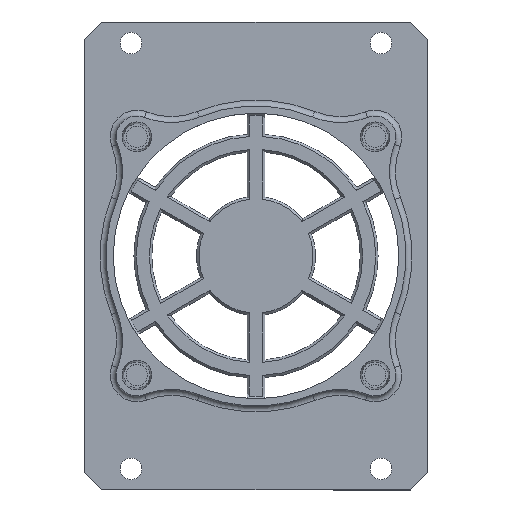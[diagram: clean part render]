
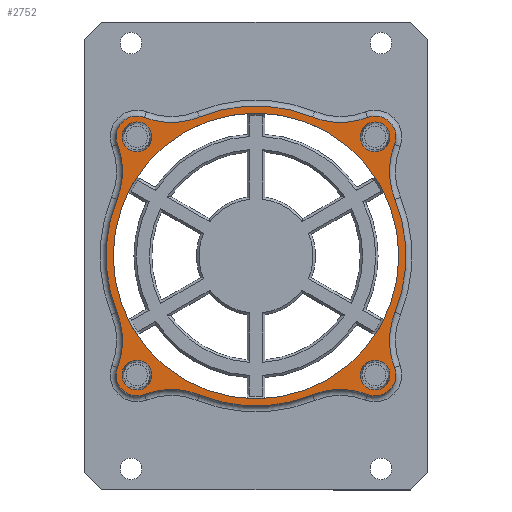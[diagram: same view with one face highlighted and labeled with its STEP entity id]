
A CAD part, top view. The second image highlights one B-rep face of the part: STEP entity #2752.
In plain terms, the highlighted planar face has unit normal (0, 0, 1).
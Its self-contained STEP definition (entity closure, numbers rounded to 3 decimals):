
#149=FACE_BOUND('',#538,.T.);
#150=FACE_BOUND('',#539,.T.);
#151=FACE_BOUND('',#540,.T.);
#152=FACE_BOUND('',#541,.T.);
#153=FACE_BOUND('',#542,.T.);
#228=PLANE('',#3071);
#367=FACE_OUTER_BOUND('',#537,.T.);
#537=EDGE_LOOP('',(#2417,#2418,#2419,#2420,#2421,#2422,#2423,#2424,#2425,
#2426,#2427,#2428,#2429,#2430,#2431,#2432));
#538=EDGE_LOOP('',(#2433));
#539=EDGE_LOOP('',(#2434));
#540=EDGE_LOOP('',(#2435));
#541=EDGE_LOOP('',(#2436));
#542=EDGE_LOOP('',(#2437));
#954=CIRCLE('',#2793,2.5);
#957=CIRCLE('',#2798,2.5);
#960=CIRCLE('',#2803,2.5);
#963=CIRCLE('',#2808,2.5);
#1014=CIRCLE('',#2877,12.534);
#1015=CIRCLE('',#2879,25.194);
#1016=CIRCLE('',#2881,12.534);
#1017=CIRCLE('',#2883,3.5);
#1018=CIRCLE('',#2885,12.534);
#1019=CIRCLE('',#2887,25.194);
#1020=CIRCLE('',#2889,12.534);
#1021=CIRCLE('',#2891,3.5);
#1071=CIRCLE('',#3007,24.);
#1104=CIRCLE('',#3072,12.534);
#1105=CIRCLE('',#3073,25.194);
#1106=CIRCLE('',#3074,12.534);
#1107=CIRCLE('',#3075,3.5);
#1108=CIRCLE('',#3076,12.534);
#1109=CIRCLE('',#3077,25.194);
#1110=CIRCLE('',#3078,12.534);
#1111=CIRCLE('',#3079,3.5);
#1116=VERTEX_POINT('',#3932);
#1119=VERTEX_POINT('',#3941);
#1122=VERTEX_POINT('',#3950);
#1125=VERTEX_POINT('',#3959);
#1160=VERTEX_POINT('',#4064);
#1161=VERTEX_POINT('',#4066);
#1162=VERTEX_POINT('',#4070);
#1163=VERTEX_POINT('',#4074);
#1164=VERTEX_POINT('',#4078);
#1165=VERTEX_POINT('',#4082);
#1166=VERTEX_POINT('',#4086);
#1167=VERTEX_POINT('',#4090);
#1168=VERTEX_POINT('',#4094);
#1343=VERTEX_POINT('',#4718);
#1355=VERTEX_POINT('',#4808);
#1356=VERTEX_POINT('',#4810);
#1357=VERTEX_POINT('',#4812);
#1358=VERTEX_POINT('',#4814);
#1359=VERTEX_POINT('',#4816);
#1360=VERTEX_POINT('',#4818);
#1361=VERTEX_POINT('',#4820);
#1374=EDGE_CURVE('',#1116,#1116,#954,.T.);
#1378=EDGE_CURVE('',#1119,#1119,#957,.T.);
#1382=EDGE_CURVE('',#1122,#1122,#960,.T.);
#1386=EDGE_CURVE('',#1125,#1125,#963,.T.);
#1439=EDGE_CURVE('',#1161,#1160,#1014,.T.);
#1442=EDGE_CURVE('',#1160,#1162,#1015,.T.);
#1444=EDGE_CURVE('',#1162,#1163,#1016,.T.);
#1446=EDGE_CURVE('',#1163,#1164,#1017,.T.);
#1448=EDGE_CURVE('',#1164,#1165,#1018,.T.);
#1450=EDGE_CURVE('',#1165,#1166,#1019,.T.);
#1452=EDGE_CURVE('',#1166,#1167,#1020,.T.);
#1454=EDGE_CURVE('',#1167,#1168,#1021,.T.);
#1692=EDGE_CURVE('',#1343,#1343,#1071,.T.);
#1738=EDGE_CURVE('',#1168,#1355,#1104,.T.);
#1739=EDGE_CURVE('',#1355,#1356,#1105,.T.);
#1740=EDGE_CURVE('',#1356,#1357,#1106,.T.);
#1741=EDGE_CURVE('',#1357,#1358,#1107,.T.);
#1742=EDGE_CURVE('',#1358,#1359,#1108,.T.);
#1743=EDGE_CURVE('',#1359,#1360,#1109,.T.);
#1744=EDGE_CURVE('',#1360,#1361,#1110,.T.);
#1745=EDGE_CURVE('',#1361,#1161,#1111,.T.);
#2417=ORIENTED_EDGE('',*,*,#1446,.T.);
#2418=ORIENTED_EDGE('',*,*,#1448,.T.);
#2419=ORIENTED_EDGE('',*,*,#1450,.T.);
#2420=ORIENTED_EDGE('',*,*,#1452,.T.);
#2421=ORIENTED_EDGE('',*,*,#1454,.T.);
#2422=ORIENTED_EDGE('',*,*,#1738,.T.);
#2423=ORIENTED_EDGE('',*,*,#1739,.T.);
#2424=ORIENTED_EDGE('',*,*,#1740,.T.);
#2425=ORIENTED_EDGE('',*,*,#1741,.T.);
#2426=ORIENTED_EDGE('',*,*,#1742,.T.);
#2427=ORIENTED_EDGE('',*,*,#1743,.T.);
#2428=ORIENTED_EDGE('',*,*,#1744,.T.);
#2429=ORIENTED_EDGE('',*,*,#1745,.T.);
#2430=ORIENTED_EDGE('',*,*,#1439,.T.);
#2431=ORIENTED_EDGE('',*,*,#1442,.T.);
#2432=ORIENTED_EDGE('',*,*,#1444,.T.);
#2433=ORIENTED_EDGE('',*,*,#1374,.T.);
#2434=ORIENTED_EDGE('',*,*,#1378,.T.);
#2435=ORIENTED_EDGE('',*,*,#1382,.T.);
#2436=ORIENTED_EDGE('',*,*,#1386,.T.);
#2437=ORIENTED_EDGE('',*,*,#1692,.T.);
#2752=ADVANCED_FACE('',(#367,#149,#150,#151,#152,#153),#228,.T.);
#2793=AXIS2_PLACEMENT_3D('',#3933,#3113,#3114);
#2798=AXIS2_PLACEMENT_3D('',#3942,#3124,#3125);
#2803=AXIS2_PLACEMENT_3D('',#3951,#3135,#3136);
#2808=AXIS2_PLACEMENT_3D('',#3960,#3146,#3147);
#2877=AXIS2_PLACEMENT_3D('',#4067,#3286,#3287);
#2879=AXIS2_PLACEMENT_3D('',#4072,#3292,#3293);
#2881=AXIS2_PLACEMENT_3D('',#4076,#3297,#3298);
#2883=AXIS2_PLACEMENT_3D('',#4080,#3302,#3303);
#2885=AXIS2_PLACEMENT_3D('',#4084,#3307,#3308);
#2887=AXIS2_PLACEMENT_3D('',#4088,#3312,#3313);
#2889=AXIS2_PLACEMENT_3D('',#4092,#3317,#3318);
#2891=AXIS2_PLACEMENT_3D('',#4096,#3322,#3323);
#3007=AXIS2_PLACEMENT_3D('',#4719,#3682,#3683);
#3071=AXIS2_PLACEMENT_3D('',#4807,#3823,#3824);
#3072=AXIS2_PLACEMENT_3D('',#4809,#3825,#3826);
#3073=AXIS2_PLACEMENT_3D('',#4811,#3827,#3828);
#3074=AXIS2_PLACEMENT_3D('',#4813,#3829,#3830);
#3075=AXIS2_PLACEMENT_3D('',#4815,#3831,#3832);
#3076=AXIS2_PLACEMENT_3D('',#4817,#3833,#3834);
#3077=AXIS2_PLACEMENT_3D('',#4819,#3835,#3836);
#3078=AXIS2_PLACEMENT_3D('',#4821,#3837,#3838);
#3079=AXIS2_PLACEMENT_3D('',#4822,#3839,#3840);
#3113=DIRECTION('center_axis',(0.,0.,-1.));
#3114=DIRECTION('ref_axis',(-1.,0.,0.));
#3124=DIRECTION('center_axis',(0.,0.,-1.));
#3125=DIRECTION('ref_axis',(-1.,0.,0.));
#3135=DIRECTION('center_axis',(0.,0.,-1.));
#3136=DIRECTION('ref_axis',(-1.,0.,0.));
#3146=DIRECTION('center_axis',(0.,0.,-1.));
#3147=DIRECTION('ref_axis',(-1.,0.,0.));
#3286=DIRECTION('center_axis',(0.,0.,-1.));
#3287=DIRECTION('ref_axis',(-0.377,-0.926,0.));
#3292=DIRECTION('center_axis',(0.,0.,1.));
#3293=DIRECTION('ref_axis',(0.377,0.926,0.));
#3297=DIRECTION('center_axis',(0.,0.,-1.));
#3298=DIRECTION('ref_axis',(-0.361,-0.932,0.));
#3302=DIRECTION('center_axis',(0.,0.,1.));
#3303=DIRECTION('ref_axis',(-1.,0.,0.));
#3307=DIRECTION('center_axis',(0.,0.,-1.));
#3308=DIRECTION('ref_axis',(0.926,-0.377,0.));
#3312=DIRECTION('center_axis',(0.,0.,1.));
#3313=DIRECTION('ref_axis',(-0.926,0.377,0.));
#3317=DIRECTION('center_axis',(0.,0.,-1.));
#3318=DIRECTION('ref_axis',(0.932,-0.361,0.));
#3322=DIRECTION('center_axis',(0.,0.,1.));
#3323=DIRECTION('ref_axis',(0.,-1.,0.));
#3682=DIRECTION('center_axis',(0.,0.,-1.));
#3683=DIRECTION('ref_axis',(-1.,0.,0.));
#3823=DIRECTION('center_axis',(0.,0.,1.));
#3824=DIRECTION('ref_axis',(-1.,0.,0.));
#3825=DIRECTION('center_axis',(0.,0.,-1.));
#3826=DIRECTION('ref_axis',(0.377,0.926,0.));
#3827=DIRECTION('center_axis',(0.,0.,1.));
#3828=DIRECTION('ref_axis',(-0.377,-0.926,0.));
#3829=DIRECTION('center_axis',(0.,0.,-1.));
#3830=DIRECTION('ref_axis',(0.361,0.932,0.));
#3831=DIRECTION('center_axis',(0.,0.,1.));
#3832=DIRECTION('ref_axis',(1.,0.,0.));
#3833=DIRECTION('center_axis',(0.,0.,-1.));
#3834=DIRECTION('ref_axis',(-0.926,0.377,0.));
#3835=DIRECTION('center_axis',(0.,0.,1.));
#3836=DIRECTION('ref_axis',(0.926,-0.377,0.));
#3837=DIRECTION('center_axis',(0.,0.,-1.));
#3838=DIRECTION('ref_axis',(-0.932,0.361,0.));
#3839=DIRECTION('center_axis',(0.,0.,1.));
#3840=DIRECTION('ref_axis',(0.,1.,0.));
#3932=CARTESIAN_POINT('',(104.7,25.915,10.404));
#3933=CARTESIAN_POINT('Origin',(102.2,25.915,10.404));
#3941=CARTESIAN_POINT('',(104.7,65.915,10.404));
#3942=CARTESIAN_POINT('Origin',(102.2,65.915,10.404));
#3950=CARTESIAN_POINT('',(144.7,25.915,10.404));
#3951=CARTESIAN_POINT('Origin',(142.2,25.915,10.404));
#3959=CARTESIAN_POINT('',(144.7,65.915,10.404));
#3960=CARTESIAN_POINT('Origin',(142.2,65.915,10.404));
#4064=CARTESIAN_POINT('',(131.687,69.255,10.404));
#4066=CARTESIAN_POINT('',(140.936,69.179,10.404));
#4067=CARTESIAN_POINT('Origin',(136.407,80.866,10.404));
#4070=CARTESIAN_POINT('',(112.713,69.255,10.404));
#4072=CARTESIAN_POINT('Origin',(122.2,45.915,10.404));
#4074=CARTESIAN_POINT('',(103.464,69.179,10.404));
#4076=CARTESIAN_POINT('Origin',(107.993,80.866,10.404));
#4078=CARTESIAN_POINT('',(98.936,64.651,10.404));
#4080=CARTESIAN_POINT('Origin',(102.2,65.915,10.404));
#4082=CARTESIAN_POINT('',(98.86,55.402,10.404));
#4084=CARTESIAN_POINT('Origin',(87.249,60.122,10.404));
#4086=CARTESIAN_POINT('',(98.86,36.428,10.404));
#4088=CARTESIAN_POINT('Origin',(122.2,45.915,10.404));
#4090=CARTESIAN_POINT('',(98.936,27.179,10.404));
#4092=CARTESIAN_POINT('Origin',(87.249,31.708,10.404));
#4094=CARTESIAN_POINT('',(103.464,22.651,10.404));
#4096=CARTESIAN_POINT('Origin',(102.2,25.915,10.404));
#4718=CARTESIAN_POINT('',(146.2,45.915,10.404));
#4719=CARTESIAN_POINT('Origin',(122.2,45.915,10.404));
#4807=CARTESIAN_POINT('Origin',(122.2,45.915,10.404));
#4808=CARTESIAN_POINT('',(112.713,22.575,10.404));
#4809=CARTESIAN_POINT('Origin',(107.993,10.964,10.404));
#4810=CARTESIAN_POINT('',(131.687,22.575,10.404));
#4811=CARTESIAN_POINT('Origin',(122.2,45.915,10.404));
#4812=CARTESIAN_POINT('',(140.936,22.651,10.404));
#4813=CARTESIAN_POINT('Origin',(136.407,10.964,10.404));
#4814=CARTESIAN_POINT('',(145.464,27.179,10.404));
#4815=CARTESIAN_POINT('Origin',(142.2,25.915,10.404));
#4816=CARTESIAN_POINT('',(145.54,36.428,10.404));
#4817=CARTESIAN_POINT('Origin',(157.151,31.708,10.404));
#4818=CARTESIAN_POINT('',(145.54,55.402,10.404));
#4819=CARTESIAN_POINT('Origin',(122.2,45.915,10.404));
#4820=CARTESIAN_POINT('',(145.464,64.651,10.404));
#4821=CARTESIAN_POINT('Origin',(157.151,60.122,10.404));
#4822=CARTESIAN_POINT('Origin',(142.2,65.915,10.404));
